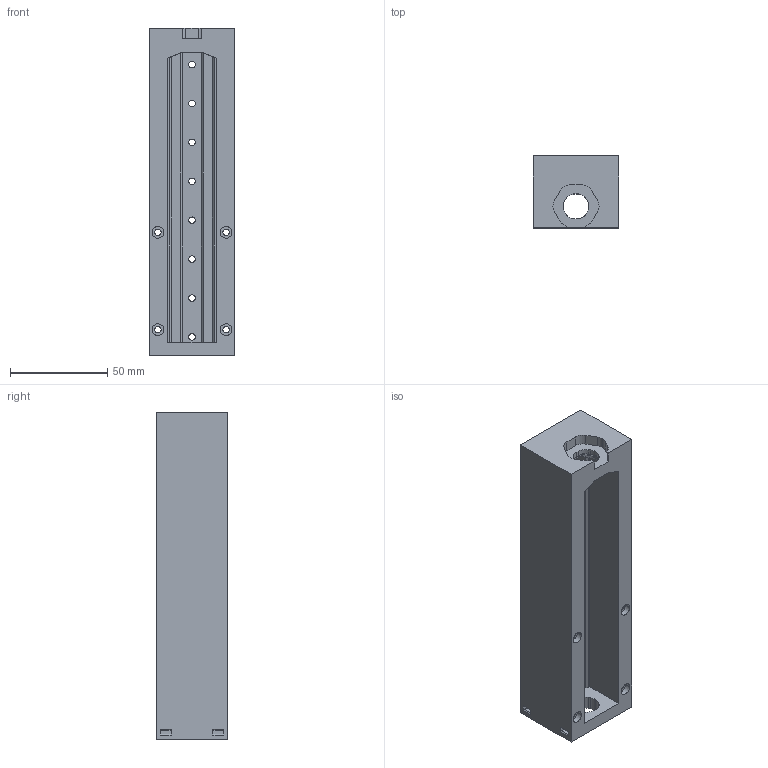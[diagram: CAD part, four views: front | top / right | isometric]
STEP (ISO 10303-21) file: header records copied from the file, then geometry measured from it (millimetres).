
FILE_DESCRIPTION (( 'STEP AP214' ), '1' );
FILE_NAME ('Frame Extended v1.3.STEP', '2024-12-03T17:11:00', ( '' ), ( '' ), 'SwSTEP 2.0', 'SolidWorks 2024', '' );
FILE_SCHEMA (( 'AUTOMOTIVE_DESIGN' ));
Length unit declared in the file: millimetre
Products named in the file (1): Frame Extended v1.3
Bounding box: 44 x 37 x 168.5 mm (x, y, z)
Volume: 160850.9 mm3; surface area: 43991.1 mm2
Topology: 1 solids, 1 shells, 329 faces, 884 edges, 581 vertices
Faces by surface type: plane 210, cylinder 76, bspline 39, cone 4
Entity records: 12661 total; most frequent: CARTESIAN_POINT 4491, ORIENTED_EDGE 1768, DIRECTION 1523, EDGE_CURVE 884, LINE 633, VECTOR 633, VERTEX_POINT 581, AXIS2_PLACEMENT_3D 445
